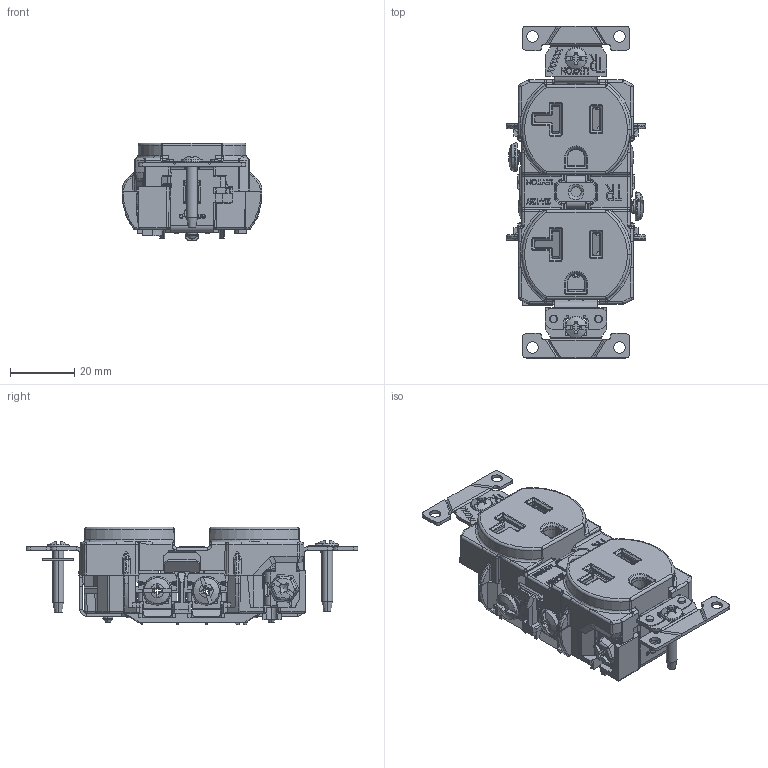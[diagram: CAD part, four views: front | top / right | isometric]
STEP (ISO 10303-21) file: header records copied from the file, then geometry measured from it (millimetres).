
FILE_DESCRIPTION (( 'STEP AP214' ), '1' );
FILE_NAME ('ORA4993-M01 (IG-DUPLEX-TR S7).STEP', '2017-06-13T16:35:53', ( '' ), ( '' ), 'SwSTEP 2.0', 'SolidWorks 2015', '' );
FILE_SCHEMA (( 'AUTOMOTIVE_DESIGN' ));
Length unit declared in the file: millimetre
Products named in the file (1): ORA4993-M01 (IG-DUPLEX-TR S7)
Bounding box: 43.43 x 103.17 x 30.38 mm (x, y, z)
Surface area: 24322 mm2 (no closed solid volume)
Topology: 0 solids, 64 shells, 2798 faces, 11014 edges, 8061 vertices
Faces by surface type: plane 1545, cylinder 604, bspline 489, cone 79, torus 48, sphere 33
Entity records: 168331 total; most frequent: CARTESIAN_POINT 53688, ORIENTED_EDGE 16754, DIRECTION 15146, EDGE_CURVE 11000, VERTEX_POINT 8061, LINE 7382, VECTOR 7382, AXIS2_PLACEMENT_3D 3882
